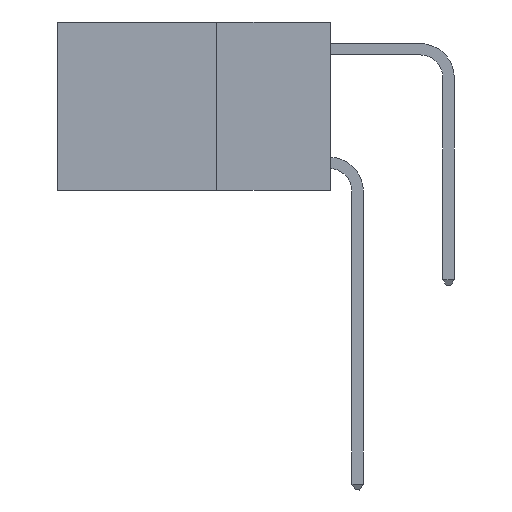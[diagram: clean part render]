
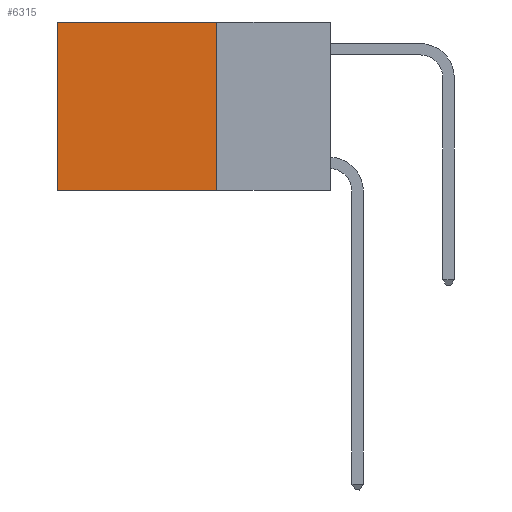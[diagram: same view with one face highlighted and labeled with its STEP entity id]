
A CAD part, left-side view. The second image highlights one B-rep face of the part: STEP entity #6315.
In plain terms, the highlighted planar face has unit normal (-1, 0, 0).
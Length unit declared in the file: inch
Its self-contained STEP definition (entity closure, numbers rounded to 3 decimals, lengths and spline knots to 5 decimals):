
#191 = DIRECTION ( 'NONE',  ( 0., 0., -1. ) ) ;
#742 = CARTESIAN_POINT ( 'NONE',  ( 0.2625, 0.25, 0. ) ) ;
#765 = ORIENTED_EDGE ( 'NONE', *, *, #20037, .T. ) ;
#1167 = ORIENTED_EDGE ( 'NONE', *, *, #7936, .T. ) ;
#1459 = EDGE_CURVE ( 'NONE', #11017, #7810, #10141, .T. ) ;
#1545 = DIRECTION ( 'NONE',  ( 0., 0., -1. ) ) ;
#2327 = VECTOR ( 'NONE', #9174, 39.37008 ) ;
#2869 = LINE ( 'NONE', #7621, #2327 ) ;
#4123 = CARTESIAN_POINT ( 'NONE',  ( 0.2625, 0.25, 0. ) ) ;
#5930 = VERTEX_POINT ( 'NONE', #22263 ) ;
#6315 = ADVANCED_FACE ( 'NONE', ( #20672 ), #8104, .F. ) ;
#6657 = ORIENTED_EDGE ( 'NONE', *, *, #1459, .F. ) ;
#7621 = CARTESIAN_POINT ( 'NONE',  ( 0.2625, 0.25, -0.37 ) ) ;
#7810 = VERTEX_POINT ( 'NONE', #24665 ) ;
#7936 = EDGE_CURVE ( 'NONE', #5930, #18762, #21829, .T. ) ;
#8104 = PLANE ( 'NONE',  #21024 ) ;
#8171 = VECTOR ( 'NONE', #191, 39.37008 ) ;
#9174 = DIRECTION ( 'NONE',  ( 0., 1., 0. ) ) ;
#9398 = LINE ( 'NONE', #742, #16224 ) ;
#9788 = CARTESIAN_POINT ( 'NONE',  ( 0.2625, 0.25, 0. ) ) ;
#10141 = LINE ( 'NONE', #4123, #26439 ) ;
#10409 = DIRECTION ( 'NONE',  ( 0., 0., -1. ) ) ;
#11017 = VERTEX_POINT ( 'NONE', #23920 ) ;
#12132 = DIRECTION ( 'NONE',  ( 1., 0., 0. ) ) ;
#14957 = CARTESIAN_POINT ( 'NONE',  ( 0.2625, 0.6, 0. ) ) ;
#15794 = DIRECTION ( 'NONE',  ( 0., 1., 0. ) ) ;
#15886 = EDGE_LOOP ( 'NONE', ( #1167, #27147, #6657, #765 ) ) ;
#16224 = VECTOR ( 'NONE', #15794, 39.37008 ) ;
#18762 = VERTEX_POINT ( 'NONE', #19512 ) ;
#19512 = CARTESIAN_POINT ( 'NONE',  ( 0.2625, 0.6, -0.37 ) ) ;
#20037 = EDGE_CURVE ( 'NONE', #11017, #5930, #9398, .T. ) ;
#20672 = FACE_OUTER_BOUND ( 'NONE', #15886, .T. ) ;
#20993 = EDGE_CURVE ( 'NONE', #7810, #18762, #2869, .T. ) ;
#21024 = AXIS2_PLACEMENT_3D ( 'NONE', #9788, #12132, #1545 ) ;
#21829 = LINE ( 'NONE', #14957, #8171 ) ;
#22263 = CARTESIAN_POINT ( 'NONE',  ( 0.2625, 0.6, 0. ) ) ;
#23920 = CARTESIAN_POINT ( 'NONE',  ( 0.2625, 0.25, 0. ) ) ;
#24665 = CARTESIAN_POINT ( 'NONE',  ( 0.2625, 0.25, -0.37 ) ) ;
#26439 = VECTOR ( 'NONE', #10409, 39.37008 ) ;
#27147 = ORIENTED_EDGE ( 'NONE', *, *, #20993, .F. ) ;
